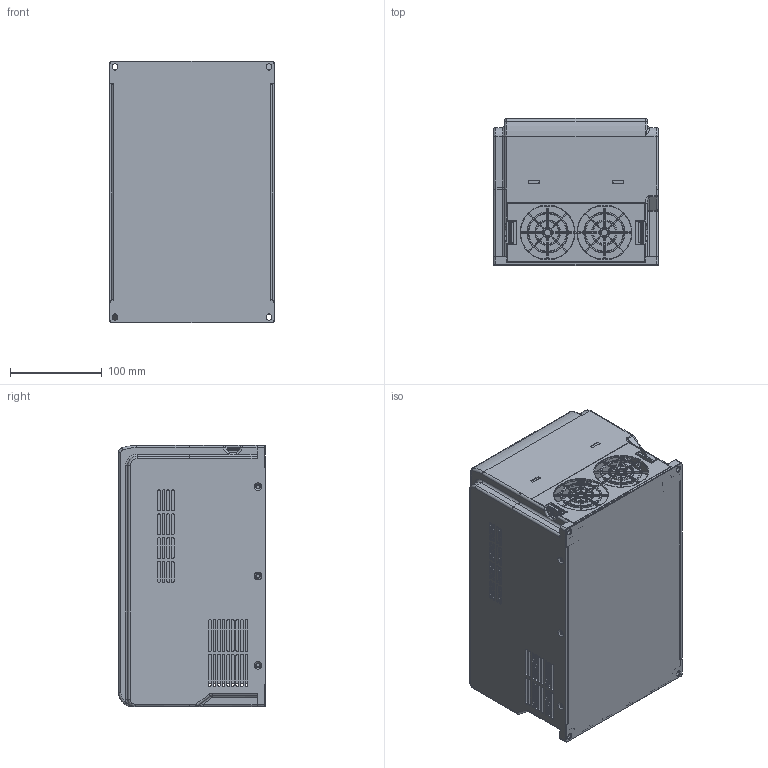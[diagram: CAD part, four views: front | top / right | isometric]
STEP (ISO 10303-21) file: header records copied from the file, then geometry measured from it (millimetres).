
FILE_DESCRIPTION (( 'STEP AP203' ), '1' );
FILE_NAME ('À150_ãàáàðèò 4.STEP', '2023-08-24T10:10:25', ( '' ), ( '' ), 'SwSTEP 2.0', 'SolidWorks 2022', '' );
FILE_SCHEMA (( 'CONFIG_CONTROL_DESIGN' ));
Length unit declared in the file: millimetre
Products named in the file (1): А150_габарит 4
Bounding box: 180 x 160 x 285 mm (x, y, z)
Volume: 7129330.7 mm3; surface area: 578819.7 mm2
Topology: 1 solids, 4 shells, 3447 faces, 9271 edges, 5831 vertices
Faces by surface type: plane 1534, cylinder 1309, torus 403, bspline 81, cone 69, sphere 51
Entity records: 129259 total; most frequent: CARTESIAN_POINT 47383, ORIENTED_EDGE 18452, DIRECTION 15253, EDGE_CURVE 9226, AXIS2_PLACEMENT_3D 5907, VERTEX_POINT 5831, EDGE_LOOP 3831, FACE_OUTER_BOUND 3447
